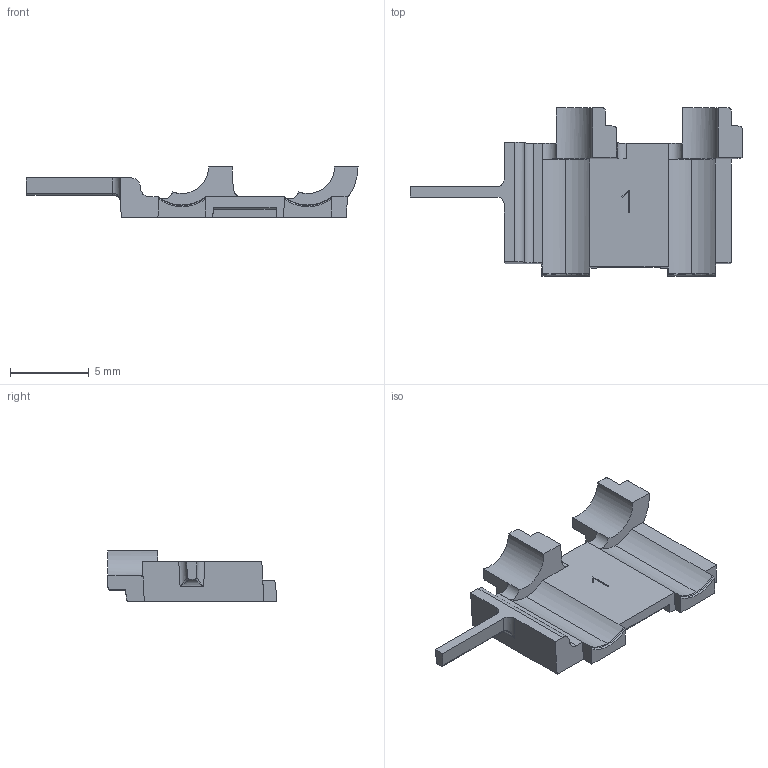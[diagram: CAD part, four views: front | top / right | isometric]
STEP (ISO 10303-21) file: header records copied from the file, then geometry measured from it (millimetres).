
FILE_DESCRIPTION (( 'STEP AP214' ), '1' );
FILE_NAME ('PowerBrickMetalSideAV4.STEP', '2017-04-04T19:56:59', ( 'Jason' ), ( '' ), 'SwSTEP 2.0', 'SolidWorks 2013', '' );
FILE_SCHEMA (( 'AUTOMOTIVE_DESIGN' ));
Length unit declared in the file: inch
Products named in the file (1): PowerBrickMetalSideAV4
Bounding box: 21.1 x 10.7 x 3.19 mm (x, y, z)
Volume: 174.9 mm3; surface area: 399.5 mm2
Topology: 1 solids, 1 shells, 107 faces, 289 edges, 185 vertices
Faces by surface type: plane 56, cylinder 23, cone 12, torus 8, bspline 8
Entity records: 3579 total; most frequent: CARTESIAN_POINT 1019, ORIENTED_EDGE 574, DIRECTION 470, EDGE_CURVE 287, VERTEX_POINT 185, LINE 178, VECTOR 178, AXIS2_PLACEMENT_3D 146
